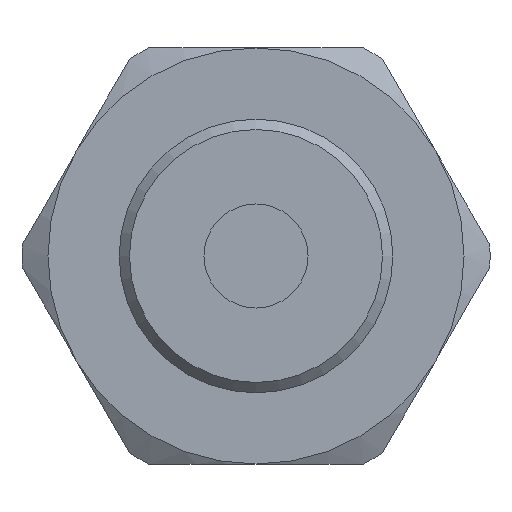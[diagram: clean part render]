
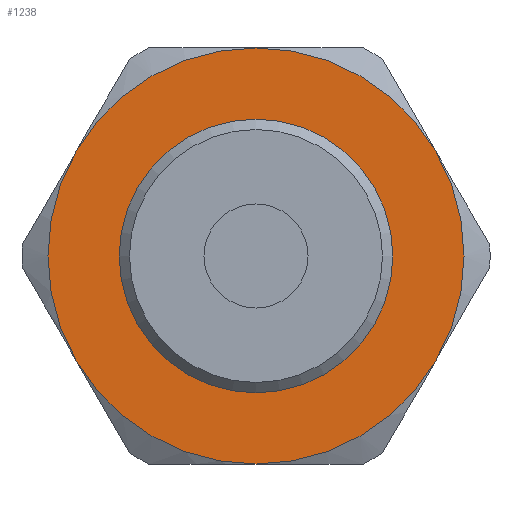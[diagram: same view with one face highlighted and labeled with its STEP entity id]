
A CAD part, front view. The second image highlights one B-rep face of the part: STEP entity #1238.
In plain terms, the highlighted planar face has unit normal (0, -1, 0).
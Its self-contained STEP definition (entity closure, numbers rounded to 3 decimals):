
#134=PLANE('',#1307);
#161=ORIENTED_EDGE('',*,*,#402,.T.);
#162=ORIENTED_EDGE('',*,*,#403,.T.);
#163=ORIENTED_EDGE('',*,*,#404,.T.);
#164=ORIENTED_EDGE('',*,*,#405,.T.);
#165=ORIENTED_EDGE('',*,*,#406,.T.);
#166=ORIENTED_EDGE('',*,*,#407,.T.);
#167=ORIENTED_EDGE('',*,*,#401,.T.);
#401=EDGE_CURVE('',#523,#523,#603,.T.);
#402=EDGE_CURVE('',#524,#525,#604,.T.);
#403=EDGE_CURVE('',#525,#526,#605,.T.);
#404=EDGE_CURVE('',#526,#527,#606,.T.);
#405=EDGE_CURVE('',#527,#528,#607,.T.);
#406=EDGE_CURVE('',#528,#529,#608,.T.);
#407=EDGE_CURVE('',#529,#524,#609,.T.);
#523=VERTEX_POINT('',#1683);
#524=VERTEX_POINT('',#1686);
#525=VERTEX_POINT('',#1687);
#526=VERTEX_POINT('',#1689);
#527=VERTEX_POINT('',#1691);
#528=VERTEX_POINT('',#1693);
#529=VERTEX_POINT('',#1695);
#603=CIRCLE('',#1306,6.58);
#604=CIRCLE('',#1308,10.);
#605=CIRCLE('',#1309,10.);
#606=CIRCLE('',#1310,10.);
#607=CIRCLE('',#1311,10.);
#608=CIRCLE('',#1312,10.);
#609=CIRCLE('',#1313,10.);
#663=EDGE_LOOP('',(#161,#162,#163,#164,#165,#166));
#664=EDGE_LOOP('',(#167));
#737=FACE_BOUND('',#663,.T.);
#738=FACE_BOUND('',#664,.T.);
#1238=ADVANCED_FACE('',(#737,#738),#134,.T.);
#1306=AXIS2_PLACEMENT_3D('',#1682,#1431,#1432);
#1307=AXIS2_PLACEMENT_3D('',#1684,#1433,#1434);
#1308=AXIS2_PLACEMENT_3D('',#1685,#1435,#1436);
#1309=AXIS2_PLACEMENT_3D('',#1688,#1437,#1438);
#1310=AXIS2_PLACEMENT_3D('',#1690,#1439,#1440);
#1311=AXIS2_PLACEMENT_3D('',#1692,#1441,#1442);
#1312=AXIS2_PLACEMENT_3D('',#1694,#1443,#1444);
#1313=AXIS2_PLACEMENT_3D('',#1696,#1445,#1446);
#1431=DIRECTION('',(0.,1.,0.));
#1432=DIRECTION('',(1.,0.,0.));
#1433=DIRECTION('',(0.,-1.,0.));
#1434=DIRECTION('',(-1.,0.,0.));
#1435=DIRECTION('',(0.,-1.,0.));
#1436=DIRECTION('',(-1.,0.,0.));
#1437=DIRECTION('',(0.,-1.,0.));
#1438=DIRECTION('',(-1.,0.,0.));
#1439=DIRECTION('',(0.,-1.,0.));
#1440=DIRECTION('',(-1.,0.,0.));
#1441=DIRECTION('',(0.,-1.,0.));
#1442=DIRECTION('',(-1.,0.,0.));
#1443=DIRECTION('',(0.,-1.,0.));
#1444=DIRECTION('',(-1.,0.,0.));
#1445=DIRECTION('',(0.,-1.,0.));
#1446=DIRECTION('',(-1.,0.,0.));
#1682=CARTESIAN_POINT('',(0.,-5.95,0.));
#1683=CARTESIAN_POINT('',(6.58,-5.95,0.));
#1684=CARTESIAN_POINT('',(11.25,-5.95,0.));
#1685=CARTESIAN_POINT('',(0.,-5.95,0.));
#1686=CARTESIAN_POINT('',(-8.66,-5.95,5.));
#1687=CARTESIAN_POINT('',(-8.66,-5.95,-5.));
#1688=CARTESIAN_POINT('',(0.,-5.95,0.));
#1689=CARTESIAN_POINT('',(0.,-5.95,-10.));
#1690=CARTESIAN_POINT('',(0.,-5.95,0.));
#1691=CARTESIAN_POINT('',(8.66,-5.95,-5.));
#1692=CARTESIAN_POINT('',(0.,-5.95,0.));
#1693=CARTESIAN_POINT('',(8.66,-5.95,5.));
#1694=CARTESIAN_POINT('',(0.,-5.95,0.));
#1695=CARTESIAN_POINT('',(0.,-5.95,10.));
#1696=CARTESIAN_POINT('',(0.,-5.95,0.));
